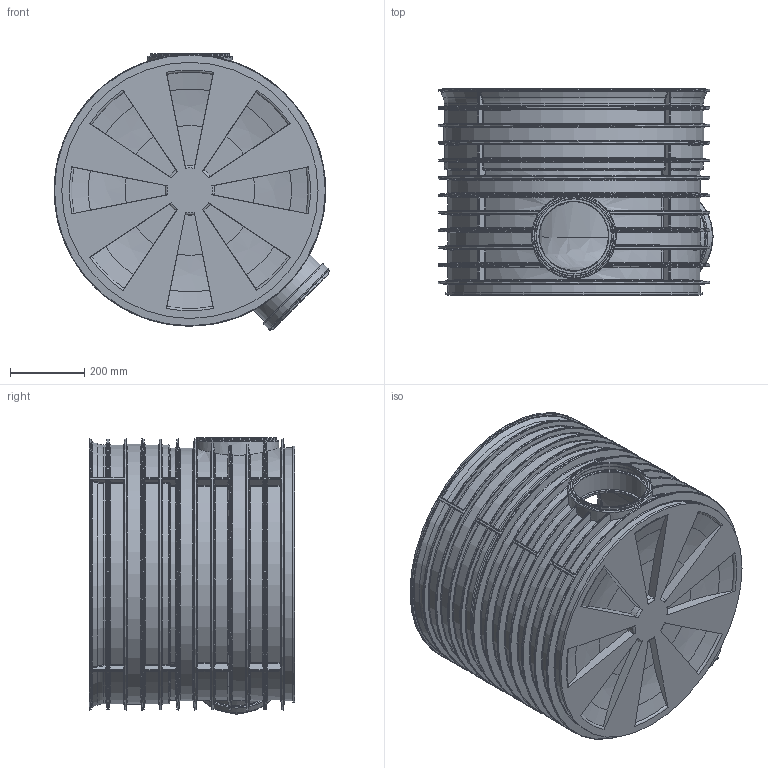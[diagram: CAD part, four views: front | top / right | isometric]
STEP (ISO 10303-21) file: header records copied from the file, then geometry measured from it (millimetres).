
FILE_DESCRIPTION(/* description */ (''),/* implementation_level */ '2;1');
FILE_NAME(/* name */ '661610z.stp',/* time_stamp */ '2024-12-17T12:11:04+01:00',/* author */ ('corinna'),/* organization */ (''),/* preprocessor_version */ 'ST-DEVELOPER v20',/* originating_system */ 'Autodesk Inventor 2024',/* authorisation */ '');
FILE_SCHEMA (('AUTOMOTIVE_DESIGN { 1 0 10303 214 3 1 1 }'));
Length unit declared in the file: millimetre
Products named in the file (3): 661610z; 661610 Schacht DN600 Boden; 661610 Schachtboden DN600 Grundkörper
Assembly tree (2 placements, depth 2):
  661610z
    661610 Schacht DN600 Boden
    661610 Schachtboden DN600 Grundkörper
Bounding box: 742.32 x 554.5 x 744.82 mm (x, y, z)
Volume: 25655117.2 mm3; surface area: 5581531.9 mm2
Topology: 2 solids, 2 shells, 1408 faces, 3674 edges, 2243 vertices
Faces by surface type: bspline 498, torus 233, cylinder 227, plane 203, sphere 126, cone 121
Full cylindrical faces by diameter (mm): 120 x1, 185 x1, 186.7 x1, 200 x1, 201.5 x4, 213.5 x1, 214.5 x1, 216 x2, 228 x1, 640 x1, 650 x1, 666 x2, 681 x2, 685 x1, 690 x1, 700 x1, 731 x4
Entity records: 58876 total; most frequent: CARTESIAN_POINT 27494, ORIENTED_EDGE 7240, DIRECTION 5759, EDGE_CURVE 3620, AXIS2_PLACEMENT_3D 2610, VERTEX_POINT 2243, CIRCLE 1677, EDGE_LOOP 1441
